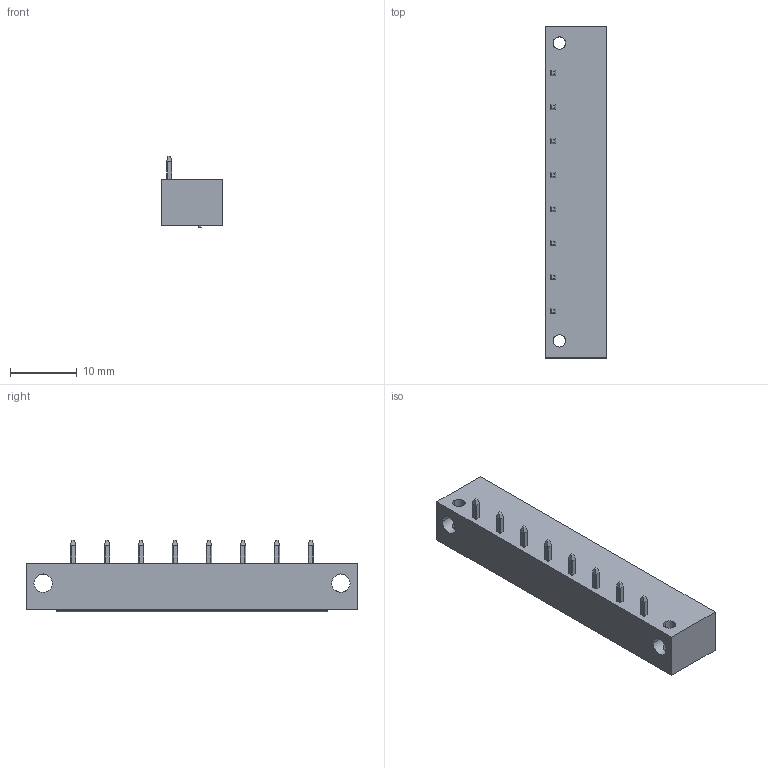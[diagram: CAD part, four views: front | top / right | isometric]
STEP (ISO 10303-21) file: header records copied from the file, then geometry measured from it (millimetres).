
FILE_DESCRIPTION((''),'2;1');
FILE_NAME('TLPHW-313R-XXP','2024-10-30T13:12:25',('sheji'),(''),'CREO PARAMETRIC BY PTC INC, 2018100','CREO PARAMETRIC BY PTC INC, 2018100','');
FILE_SCHEMA(('CONFIG_CONTROL_DESIGN'));
Length unit declared in the file: millimetre
Products named in the file (1): TLPHW-313R-XXP
Bounding box: 9.2 x 49.66 x 10.65 mm (x, y, z)
Volume: 2216.1 mm3; surface area: 3343.3 mm2
Topology: 1 solids, 1 shells, 484 faces, 1259 edges, 810 vertices
Faces by surface type: plane 371, cylinder 85, cone 28
Entity records: 14954 total; most frequent: CARTESIAN_POINT 3228, ORIENTED_EDGE 2518, DIRECTION 2217, EDGE_CURVE 1259, VECTOR 965, LINE 965, VERTEX_POINT 810, AXIS2_PLACEMENT_3D 626
